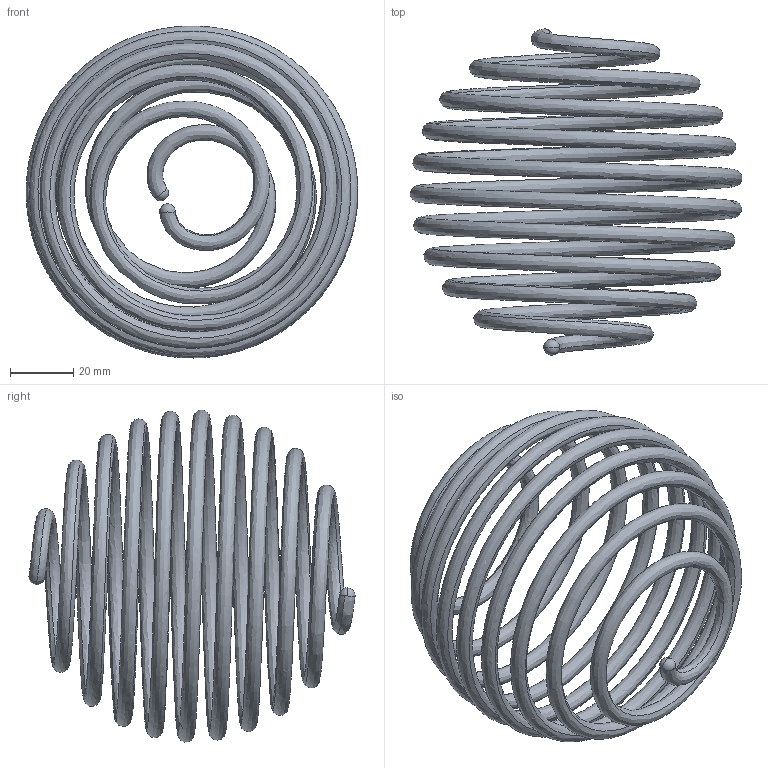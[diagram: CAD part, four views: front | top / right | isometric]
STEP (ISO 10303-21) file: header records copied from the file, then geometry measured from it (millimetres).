
FILE_DESCRIPTION (( 'STEP AP214' ), '1' );
FILE_NAME ('6-spring ball.step', '2023-06-15T00:34:08', ( '' ), ( '' ), 'SwSTEP 2.0', 'SolidWorks 2022', '' );
FILE_SCHEMA (( 'AUTOMOTIVE_DESIGN' ));
Length unit declared in the file: millimetre
Products named in the file (1): 6-spring ball
Bounding box: 104.7 x 102.98 x 104.81 mm (x, y, z)
Volume: 48988.6 mm3; surface area: 39212.8 mm2
Topology: 1 solids, 1 shells, 6 faces, 18 edges, 12 vertices
Faces by surface type: sphere 4, bspline 2
Entity records: 6426 total; most frequent: CARTESIAN_POINT 6199, DIRECTION 30, ORIENTED_EDGE 24, AXIS2_PLACEMENT_3D 15, EDGE_CURVE 12, CIRCLE 10, UNCERTAINTY_MEASURE_WITH_UNIT 9, FILL_AREA_STYLE_COLOUR 8
